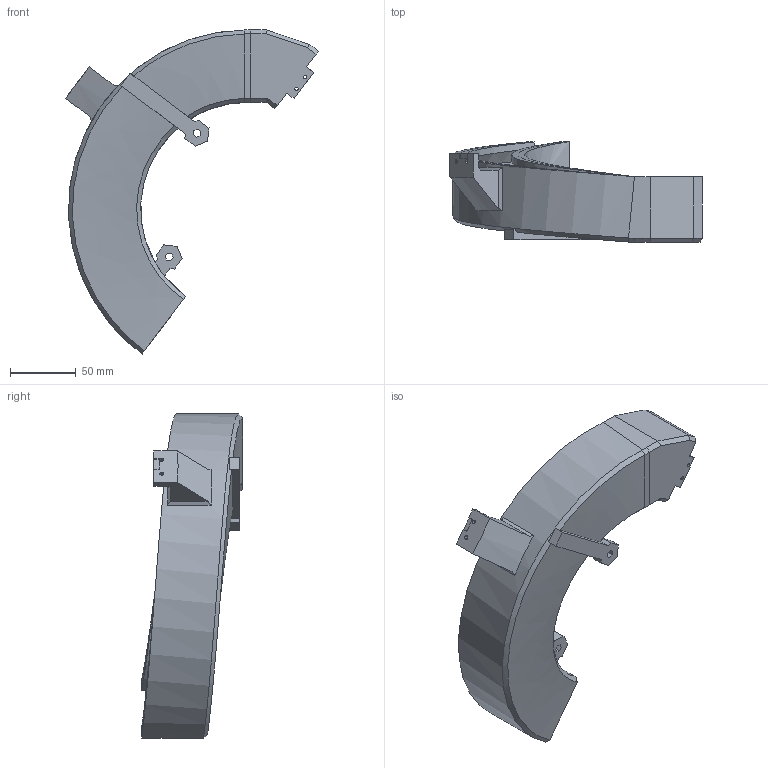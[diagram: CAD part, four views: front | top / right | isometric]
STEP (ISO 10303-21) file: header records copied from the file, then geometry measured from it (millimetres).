
FILE_DESCRIPTION (( 'STEP AP214' ), '1' );
FILE_NAME ('feeder spiral bottom.STEP', '2025-03-26T07:44:03', ( '' ), ( '' ), 'SwSTEP 2.0', 'SolidWorks 2024', '' );
FILE_SCHEMA (( 'AUTOMOTIVE_DESIGN' ));
Length unit declared in the file: millimetre
Products named in the file (1): feeder spiral bottom
Bounding box: 192.56 x 77.06 x 246.89 mm (x, y, z)
Volume: 285968.6 mm3; surface area: 105054.5 mm2
Topology: 1 solids, 1 shells, 146 faces, 388 edges, 248 vertices
Faces by surface type: plane 108, bspline 26, cylinder 8, cone 4
Entity records: 7097 total; most frequent: CARTESIAN_POINT 3740, ORIENTED_EDGE 776, DIRECTION 548, EDGE_CURVE 388, VECTOR 266, LINE 266, VERTEX_POINT 248, EDGE_LOOP 162
